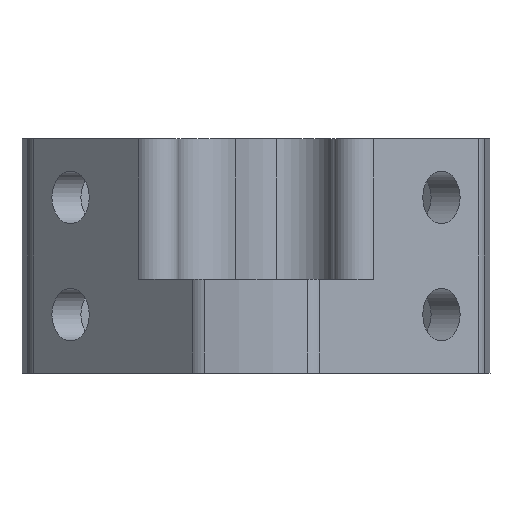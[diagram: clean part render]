
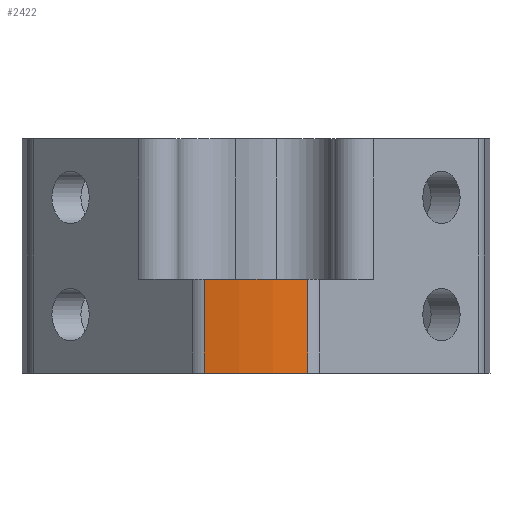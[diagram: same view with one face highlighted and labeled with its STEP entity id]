
A CAD part, left-side view. The second image highlights one B-rep face of the part: STEP entity #2422.
In plain terms, the highlighted cylindrical face has radius 20 mm (diameter 40 mm), a partial arc.
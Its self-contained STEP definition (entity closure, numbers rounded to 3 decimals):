
#44 = PLANE('',#45);
#45 = AXIS2_PLACEMENT_3D('',#46,#47,#48);
#46 = CARTESIAN_POINT('',(-0.452,0.,0.));
#47 = DIRECTION('',(-0.,-0.,-1.));
#48 = DIRECTION('',(-1.,0.,0.));
#72 = CYLINDRICAL_SURFACE('',#73,2.);
#73 = AXIS2_PLACEMENT_3D('',#74,#75,#76);
#74 = CARTESIAN_POINT('',(-17.552,3.989,0.));
#75 = DIRECTION('',(-0.,-0.,-1.));
#76 = DIRECTION('',(1.,0.,0.));
#100 = PLANE('',#101);
#101 = AXIS2_PLACEMENT_3D('',#102,#103,#104);
#102 = CARTESIAN_POINT('',(-15.555,0.,8.));
#103 = DIRECTION('',(0.,0.,1.));
#104 = DIRECTION('',(1.,0.,0.));
#391 = VERTEX_POINT('',#392);
#392 = CARTESIAN_POINT('',(-19.503,-4.433,0.));
#411 = CYLINDRICAL_SURFACE('',#412,2.);
#412 = AXIS2_PLACEMENT_3D('',#413,#414,#415);
#413 = CARTESIAN_POINT('',(-17.552,-3.989,0.));
#414 = DIRECTION('',(-0.,-0.,-1.));
#415 = DIRECTION('',(1.,0.,0.));
#423 = EDGE_CURVE('',#424,#391,#426,.T.);
#424 = VERTEX_POINT('',#425);
#425 = CARTESIAN_POINT('',(-19.503,4.433,0.));
#426 = SURFACE_CURVE('',#427,(#432,#443),.PCURVE_S1.);
#427 = CIRCLE('',#428,20.);
#428 = AXIS2_PLACEMENT_3D('',#429,#430,#431);
#429 = CARTESIAN_POINT('',(0.,0.,0.));
#430 = DIRECTION('',(0.,0.,1.));
#431 = DIRECTION('',(1.,0.,0.));
#432 = PCURVE('',#44,#433);
#433 = DEFINITIONAL_REPRESENTATION('',(#434),#442);
#434 = ( BOUNDED_CURVE() B_SPLINE_CURVE(2,(#435,#436,#437,#438,#439,#440
,#441),.UNSPECIFIED.,.T.,.F.) B_SPLINE_CURVE_WITH_KNOTS((1,2,2,2,2,1),(
    -2.094,0.,2.094,4.189,6.283,
8.378),.UNSPECIFIED.) CURVE() GEOMETRIC_REPRESENTATION_ITEM() 
RATIONAL_B_SPLINE_CURVE((1.,0.5,1.,0.5,1.,0.5,1.)) REPRESENTATION_ITEM(
  '') );
#435 = CARTESIAN_POINT('',(-20.452,0.));
#436 = CARTESIAN_POINT('',(-20.452,34.641));
#437 = CARTESIAN_POINT('',(9.548,17.321));
#438 = CARTESIAN_POINT('',(39.548,0.));
#439 = CARTESIAN_POINT('',(9.548,-17.321));
#440 = CARTESIAN_POINT('',(-20.452,-34.641));
#441 = CARTESIAN_POINT('',(-20.452,0.));
#442 = ( GEOMETRIC_REPRESENTATION_CONTEXT(2) 
PARAMETRIC_REPRESENTATION_CONTEXT() REPRESENTATION_CONTEXT('2D SPACE',''
  ) );
#443 = PCURVE('',#444,#449);
#444 = CYLINDRICAL_SURFACE('',#445,20.);
#445 = AXIS2_PLACEMENT_3D('',#446,#447,#448);
#446 = CARTESIAN_POINT('',(0.,0.,0.));
#447 = DIRECTION('',(-0.,-0.,-1.));
#448 = DIRECTION('',(1.,0.,0.));
#449 = DEFINITIONAL_REPRESENTATION('',(#450),#454);
#450 = LINE('',#451,#452);
#451 = CARTESIAN_POINT('',(-0.,0.));
#452 = VECTOR('',#453,1.);
#453 = DIRECTION('',(-1.,0.));
#454 = ( GEOMETRIC_REPRESENTATION_CONTEXT(2) 
PARAMETRIC_REPRESENTATION_CONTEXT() REPRESENTATION_CONTEXT('2D SPACE',''
  ) );
#1019 = VERTEX_POINT('',#1020);
#1020 = CARTESIAN_POINT('',(-19.503,4.433,8.));
#1046 = EDGE_CURVE('',#424,#1019,#1047,.T.);
#1047 = SURFACE_CURVE('',#1048,(#1052,#1059),.PCURVE_S1.);
#1048 = LINE('',#1049,#1050);
#1049 = CARTESIAN_POINT('',(-19.503,4.433,0.));
#1050 = VECTOR('',#1051,1.);
#1051 = DIRECTION('',(0.,0.,1.));
#1052 = PCURVE('',#72,#1053);
#1053 = DEFINITIONAL_REPRESENTATION('',(#1054),#1058);
#1054 = LINE('',#1055,#1056);
#1055 = CARTESIAN_POINT('',(-2.918,0.));
#1056 = VECTOR('',#1057,1.);
#1057 = DIRECTION('',(-0.,-1.));
#1058 = ( GEOMETRIC_REPRESENTATION_CONTEXT(2) 
PARAMETRIC_REPRESENTATION_CONTEXT() REPRESENTATION_CONTEXT('2D SPACE',''
  ) );
#1059 = PCURVE('',#444,#1060);
#1060 = DEFINITIONAL_REPRESENTATION('',(#1061),#1065);
#1061 = LINE('',#1062,#1063);
#1062 = CARTESIAN_POINT('',(-2.918,0.));
#1063 = VECTOR('',#1064,1.);
#1064 = DIRECTION('',(-0.,-1.));
#1065 = ( GEOMETRIC_REPRESENTATION_CONTEXT(2) 
PARAMETRIC_REPRESENTATION_CONTEXT() REPRESENTATION_CONTEXT('2D SPACE',''
  ) );
#1293 = EDGE_CURVE('',#1294,#1019,#1296,.T.);
#1294 = VERTEX_POINT('',#1295);
#1295 = CARTESIAN_POINT('',(-19.503,-4.433,8.));
#1296 = SURFACE_CURVE('',#1297,(#1302,#1313),.PCURVE_S1.);
#1297 = CIRCLE('',#1298,20.);
#1298 = AXIS2_PLACEMENT_3D('',#1299,#1300,#1301);
#1299 = CARTESIAN_POINT('',(0.,0.,8.));
#1300 = DIRECTION('',(0.,0.,-1.));
#1301 = DIRECTION('',(1.,0.,0.));
#1302 = PCURVE('',#100,#1303);
#1303 = DEFINITIONAL_REPRESENTATION('',(#1304),#1312);
#1304 = ( BOUNDED_CURVE() B_SPLINE_CURVE(2,(#1305,#1306,#1307,#1308,
#1309,#1310,#1311),.UNSPECIFIED.,.T.,.F.) B_SPLINE_CURVE_WITH_KNOTS((1,2
    ,2,2,2,1),(-2.094,0.,2.094,4.189,
6.283,8.378),.UNSPECIFIED.) CURVE() 
GEOMETRIC_REPRESENTATION_ITEM() RATIONAL_B_SPLINE_CURVE((1.,0.5,1.,0.5,
1.,0.5,1.)) REPRESENTATION_ITEM('') );
#1305 = CARTESIAN_POINT('',(35.555,0.));
#1306 = CARTESIAN_POINT('',(35.555,-34.641));
#1307 = CARTESIAN_POINT('',(5.555,-17.321));
#1308 = CARTESIAN_POINT('',(-24.445,0.));
#1309 = CARTESIAN_POINT('',(5.555,17.321));
#1310 = CARTESIAN_POINT('',(35.555,34.641));
#1311 = CARTESIAN_POINT('',(35.555,0.));
#1312 = ( GEOMETRIC_REPRESENTATION_CONTEXT(2) 
PARAMETRIC_REPRESENTATION_CONTEXT() REPRESENTATION_CONTEXT('2D SPACE',''
  ) );
#1313 = PCURVE('',#444,#1314);
#1314 = DEFINITIONAL_REPRESENTATION('',(#1315),#1319);
#1315 = LINE('',#1316,#1317);
#1316 = CARTESIAN_POINT('',(-6.283,-8.));
#1317 = VECTOR('',#1318,1.);
#1318 = DIRECTION('',(1.,-0.));
#1319 = ( GEOMETRIC_REPRESENTATION_CONTEXT(2) 
PARAMETRIC_REPRESENTATION_CONTEXT() REPRESENTATION_CONTEXT('2D SPACE',''
  ) );
#2422 = ADVANCED_FACE('',(#2423),#444,.T.);
#2423 = FACE_BOUND('',#2424,.F.);
#2424 = EDGE_LOOP('',(#2425,#2426,#2427,#2428));
#2425 = ORIENTED_EDGE('',*,*,#423,.F.);
#2426 = ORIENTED_EDGE('',*,*,#1046,.T.);
#2427 = ORIENTED_EDGE('',*,*,#1293,.F.);
#2428 = ORIENTED_EDGE('',*,*,#2429,.F.);
#2429 = EDGE_CURVE('',#391,#1294,#2430,.T.);
#2430 = SURFACE_CURVE('',#2431,(#2435,#2442),.PCURVE_S1.);
#2431 = LINE('',#2432,#2433);
#2432 = CARTESIAN_POINT('',(-19.503,-4.433,0.));
#2433 = VECTOR('',#2434,1.);
#2434 = DIRECTION('',(0.,0.,1.));
#2435 = PCURVE('',#444,#2436);
#2436 = DEFINITIONAL_REPRESENTATION('',(#2437),#2441);
#2437 = LINE('',#2438,#2439);
#2438 = CARTESIAN_POINT('',(-3.365,0.));
#2439 = VECTOR('',#2440,1.);
#2440 = DIRECTION('',(-0.,-1.));
#2441 = ( GEOMETRIC_REPRESENTATION_CONTEXT(2) 
PARAMETRIC_REPRESENTATION_CONTEXT() REPRESENTATION_CONTEXT('2D SPACE',''
  ) );
#2442 = PCURVE('',#411,#2443);
#2443 = DEFINITIONAL_REPRESENTATION('',(#2444),#2448);
#2444 = LINE('',#2445,#2446);
#2445 = CARTESIAN_POINT('',(-3.365,0.));
#2446 = VECTOR('',#2447,1.);
#2447 = DIRECTION('',(-0.,-1.));
#2448 = ( GEOMETRIC_REPRESENTATION_CONTEXT(2) 
PARAMETRIC_REPRESENTATION_CONTEXT() REPRESENTATION_CONTEXT('2D SPACE',''
  ) );
